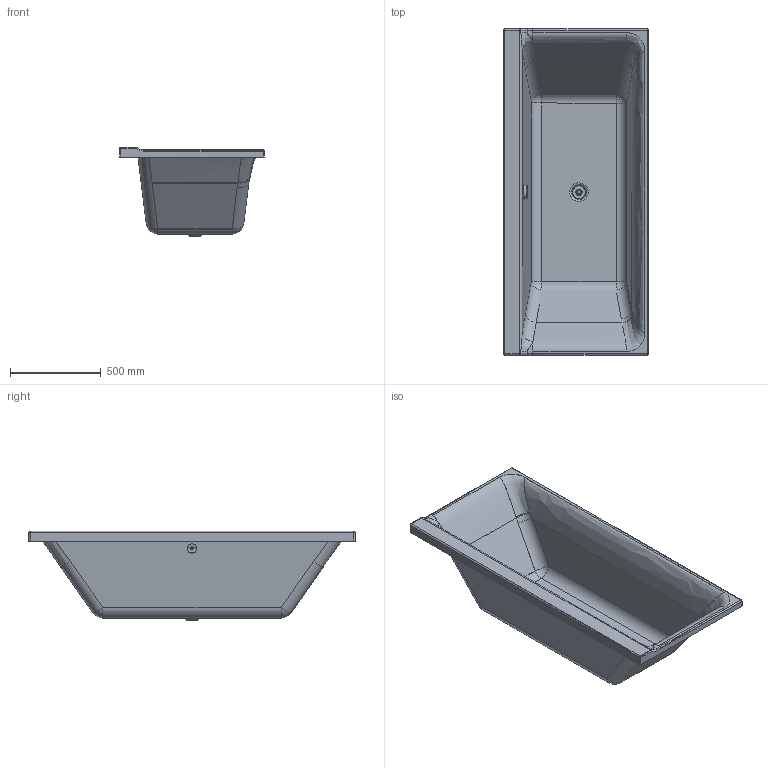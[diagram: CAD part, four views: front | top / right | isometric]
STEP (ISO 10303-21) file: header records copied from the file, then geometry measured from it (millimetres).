
FILE_DESCRIPTION((''),'2;1');
FILE_NAME('700377.stp','2015-06-19T14:45:01',('Administrator'),(''),'Autodesk Inventor 2011','Autodesk Inventor 2011','');
FILE_SCHEMA(('CONFIG_CONTROL_DESIGN'));
Length unit declared in the file: millimetre
Products named in the file (4): 700377; Stopfen; Verschluss_Ueberlauf
Assembly tree (3 placements, depth 2):
  700377
    700377
    Stopfen
    Verschluss_Ueberlauf
Bounding box: 800.27 x 1800.12 x 495 mm (x, y, z)
Volume: 14537709.3 mm3; surface area: 5856187.7 mm2
Topology: 3 solids, 3 shells, 303 faces, 776 edges, 461 vertices
Faces by surface type: plane 115, cylinder 95, bspline 54, sphere 19, torus 15, cone 5
Full cylindrical faces by diameter (mm): 9.2 x1, 13 x1, 14.5 x1, 24 x1, 29.2 x1, 32 x2, 52 x1, 72 x1
Entity records: 52320 total; most frequent: CARTESIAN_POINT 44969, ORIENTED_EDGE 1470, DIRECTION 1400, EDGE_CURVE 735, AXIS2_PLACEMENT_3D 528, VERTEX_POINT 447, VECTOR 344, LINE 344
